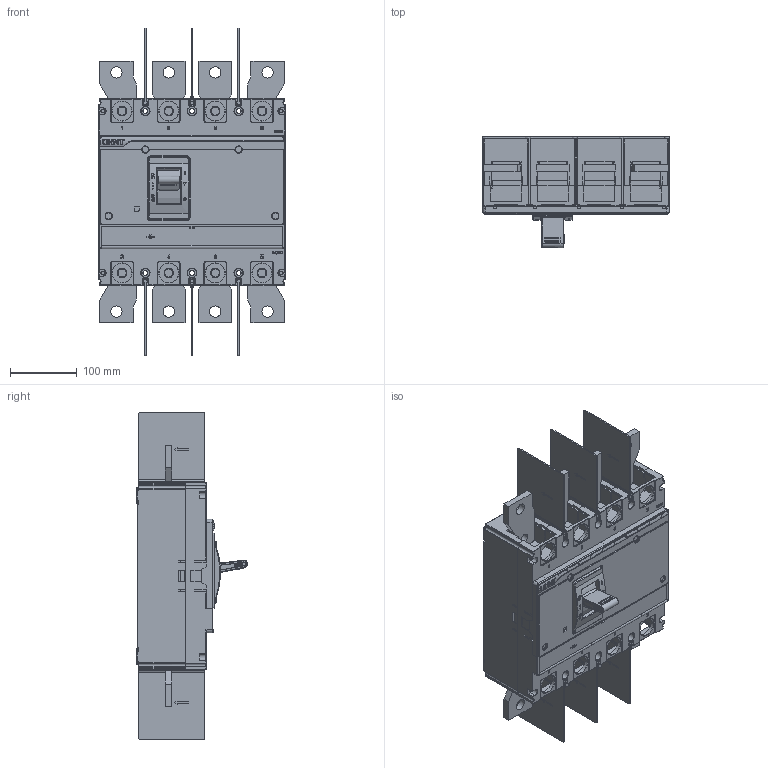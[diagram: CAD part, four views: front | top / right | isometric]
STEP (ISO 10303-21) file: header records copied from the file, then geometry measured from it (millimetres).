
FILE_DESCRIPTION(/* description */ (''),/* implementation_level */ '2;1');
FILE_NAME(/* name */ 'NXMS-1000 4P.stp',/* time_stamp */ '2017-04-07T19:49:11+08:00',/* author */ (''),/* organization */ (''),/* preprocessor_version */ 'ST-DEVELOPER v11',/* originating_system */ 'SIEMENS PLM Software NX 7.5',/* authorisation */ '');
FILE_SCHEMA (('CONFIG_CONTROL_DESIGN'));
Products named in the file (1): NXMS-1000 4P
Bounding box: 280 x 167.01 x 491 mm (x, y, z)
Volume: 8449822.8 mm3; surface area: 1117873.3 mm2
Topology: 32 solids, 265 shells, 5571 faces, 14221 edges, 9295 vertices
Faces by surface type: plane 3776, cylinder 1086, extrusion 289, torus 159, cone 116, bspline 104, sphere 41
Full cylindrical faces by diameter (mm): 14 x8, 17 x8
Entity records: 176354 total; most frequent: CARTESIAN_POINT 41492, ORIENTED_EDGE 28408, DIRECTION 26332, EDGE_CURVE 14204, VECTOR 10616, LINE 10327, VERTEX_POINT 9299, AXIS2_PLACEMENT_3D 7858
